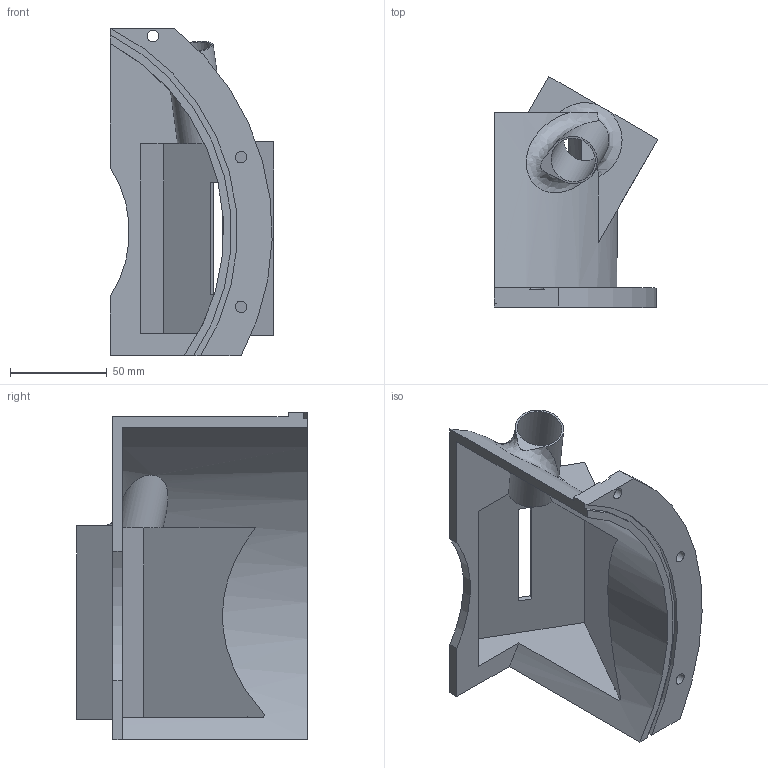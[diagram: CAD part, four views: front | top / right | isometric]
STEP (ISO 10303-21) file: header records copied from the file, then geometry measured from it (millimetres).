
FILE_DESCRIPTION(/* description */ (''),/* implementation_level */ '2;1');
FILE_NAME(/* name */ 'Camera Cylinder Housing - Red Lights Test.stp',/* time_stamp */ '2026-02-23T11:41:22-05:00',/* author */ ('mateo'),/* organization */ (''),/* preprocessor_version */ 'ST-DEVELOPER v20.1',/* originating_system */ 'Autodesk Inventor 2026',/* authorisation */ '');
FILE_SCHEMA (('AUTOMOTIVE_DESIGN { 1 0 10303 214 3 1 1 }'));
Length unit declared in the file: millimetre
Products named in the file (1): Camera Cylinder Housing
Bounding box: 84.51 x 119.11 x 168.95 mm (x, y, z)
Volume: 147919.9 mm3; surface area: 83435.2 mm2
Topology: 1 solids, 1 shells, 48 faces, 139 edges, 93 vertices
Faces by surface type: plane 31, cylinder 15, bspline 2
Full cylindrical faces by diameter (mm): 5.9 x3, 10.2 x2, 23 x1
Entity records: 2028 total; most frequent: CARTESIAN_POINT 681, ORIENTED_EDGE 278, DIRECTION 261, EDGE_CURVE 139, VERTEX_POINT 93, LINE 87, VECTOR 87, AXIS2_PLACEMENT_3D 87
